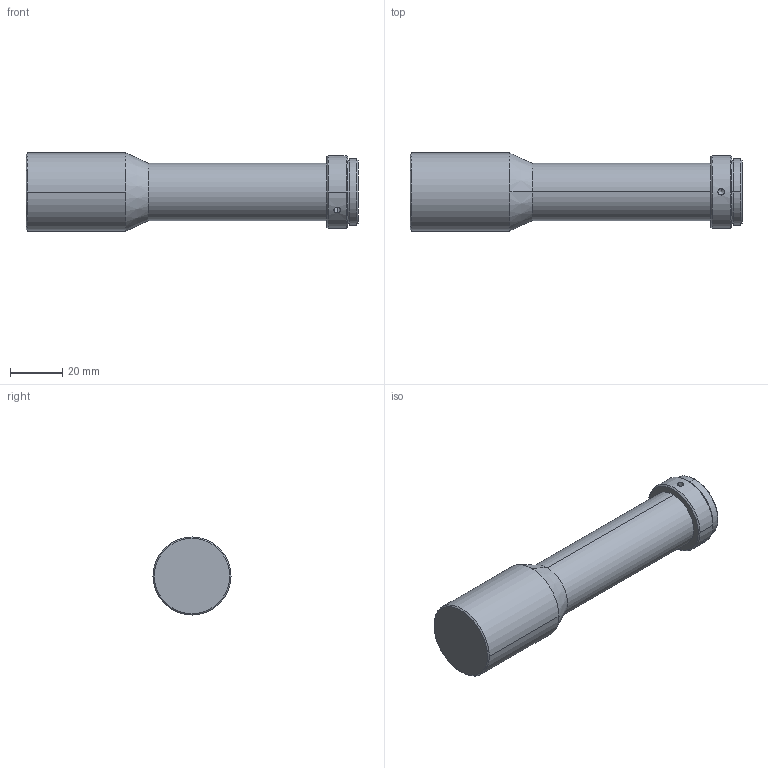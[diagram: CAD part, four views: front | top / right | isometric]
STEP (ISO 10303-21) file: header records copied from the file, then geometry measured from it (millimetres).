
FILE_DESCRIPTION (( 'STEP AP203' ), '1' );
FILE_NAME ('WH019-435A-125.STEP', '2019-12-03T02:29:00', ( 'Windows 蚚誧' ), ( '' ), 'SwSTEP 2.0', 'SolidWorks 2017', '' );
FILE_SCHEMA (( 'CONFIG_CONTROL_DESIGN' ));
Length unit declared in the file: millimetre
Products named in the file (1): WH019-435A-125
Bounding box: 127.6 x 30 x 30 mm (x, y, z)
Volume: 64563.8 mm3; surface area: 11920.1 mm2
Topology: 1 solids, 1 shells, 37 faces, 84 edges, 49 vertices
Faces by surface type: cone 16, cylinder 16, plane 5
Entity records: 1167 total; most frequent: CARTESIAN_POINT 267, DIRECTION 188, ORIENTED_EDGE 156, AXIS2_PLACEMENT_3D 78, EDGE_CURVE 78, VERTEX_POINT 49, EDGE_LOOP 43, CIRCLE 40
